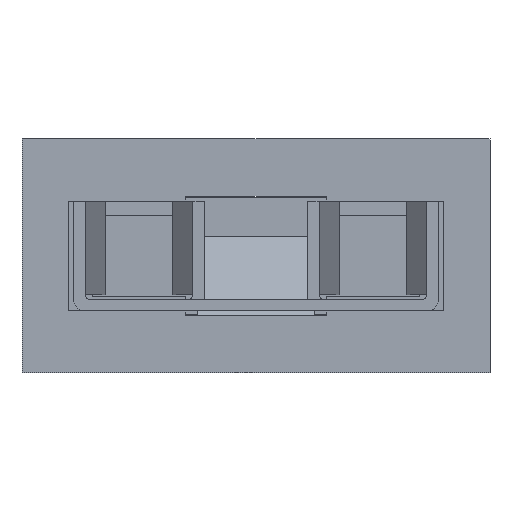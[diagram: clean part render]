
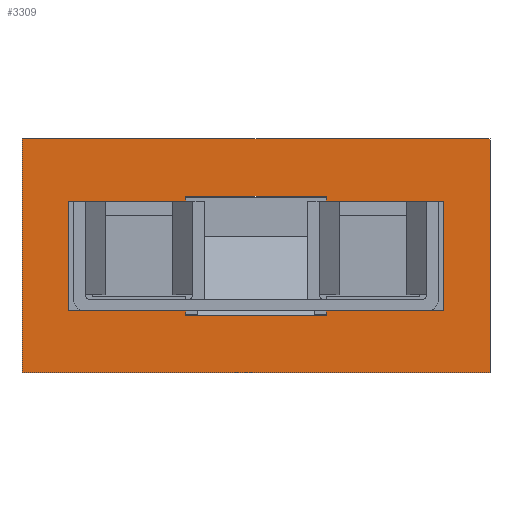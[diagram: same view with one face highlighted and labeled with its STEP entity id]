
A CAD part, front view. The second image highlights one B-rep face of the part: STEP entity #3309.
In plain terms, the highlighted planar face has unit normal (0, -1, 0).
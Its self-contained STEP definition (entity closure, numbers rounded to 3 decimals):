
#73=FACE_BOUND('',#286,.T.);
#122=FACE_OUTER_BOUND('',#285,.T.);
#285=EDGE_LOOP('',(#2229,#2230,#2231,#2232));
#286=EDGE_LOOP('',(#2233,#2234,#2235,#2236,#2237,#2238,#2239,#2240,#2241,
#2242,#2243,#2244));
#538=LINE('',#4788,#968);
#541=LINE('',#4795,#971);
#548=LINE('',#4809,#978);
#552=LINE('',#4819,#982);
#553=LINE('',#4821,#983);
#554=LINE('',#4823,#984);
#555=LINE('',#4824,#985);
#556=LINE('',#4826,#986);
#557=LINE('',#4827,#987);
#558=LINE('',#4829,#988);
#559=LINE('',#4831,#989);
#560=LINE('',#4832,#990);
#561=LINE('',#4834,#991);
#562=LINE('',#4836,#992);
#563=LINE('',#4838,#993);
#564=LINE('',#4839,#994);
#968=VECTOR('',#3910,10.);
#971=VECTOR('',#3915,10.);
#978=VECTOR('',#3924,10.);
#982=VECTOR('',#3932,10.);
#983=VECTOR('',#3933,10.);
#984=VECTOR('',#3934,10.);
#985=VECTOR('',#3935,10.);
#986=VECTOR('',#3936,10.);
#987=VECTOR('',#3937,10.);
#988=VECTOR('',#3938,10.);
#989=VECTOR('',#3939,10.);
#990=VECTOR('',#3940,10.);
#991=VECTOR('',#3941,10.);
#992=VECTOR('',#3942,10.);
#993=VECTOR('',#3943,10.);
#994=VECTOR('',#3944,10.);
#1356=VERTEX_POINT('',#4785);
#1357=VERTEX_POINT('',#4787);
#1359=VERTEX_POINT('',#4793);
#1360=VERTEX_POINT('',#4794);
#1363=VERTEX_POINT('',#4802);
#1366=VERTEX_POINT('',#4807);
#1369=VERTEX_POINT('',#4817);
#1370=VERTEX_POINT('',#4818);
#1371=VERTEX_POINT('',#4820);
#1372=VERTEX_POINT('',#4822);
#1373=VERTEX_POINT('',#4825);
#1374=VERTEX_POINT('',#4828);
#1375=VERTEX_POINT('',#4830);
#1376=VERTEX_POINT('',#4833);
#1377=VERTEX_POINT('',#4835);
#1378=VERTEX_POINT('',#4837);
#1698=EDGE_CURVE('',#1357,#1356,#538,.T.);
#1701=EDGE_CURVE('',#1359,#1360,#541,.T.);
#1708=EDGE_CURVE('',#1363,#1366,#548,.T.);
#1712=EDGE_CURVE('',#1369,#1370,#552,.T.);
#1713=EDGE_CURVE('',#1371,#1369,#553,.T.);
#1714=EDGE_CURVE('',#1372,#1371,#554,.T.);
#1715=EDGE_CURVE('',#1370,#1372,#555,.T.);
#1716=EDGE_CURVE('',#1373,#1357,#556,.T.);
#1717=EDGE_CURVE('',#1356,#1363,#557,.T.);
#1718=EDGE_CURVE('',#1366,#1374,#558,.T.);
#1719=EDGE_CURVE('',#1374,#1375,#559,.T.);
#1720=EDGE_CURVE('',#1375,#1359,#560,.T.);
#1721=EDGE_CURVE('',#1360,#1376,#561,.T.);
#1722=EDGE_CURVE('',#1376,#1377,#562,.T.);
#1723=EDGE_CURVE('',#1377,#1378,#563,.T.);
#1724=EDGE_CURVE('',#1378,#1373,#564,.T.);
#2229=ORIENTED_EDGE('',*,*,#1712,.F.);
#2230=ORIENTED_EDGE('',*,*,#1713,.F.);
#2231=ORIENTED_EDGE('',*,*,#1714,.F.);
#2232=ORIENTED_EDGE('',*,*,#1715,.F.);
#2233=ORIENTED_EDGE('',*,*,#1716,.T.);
#2234=ORIENTED_EDGE('',*,*,#1698,.T.);
#2235=ORIENTED_EDGE('',*,*,#1717,.T.);
#2236=ORIENTED_EDGE('',*,*,#1708,.T.);
#2237=ORIENTED_EDGE('',*,*,#1718,.T.);
#2238=ORIENTED_EDGE('',*,*,#1719,.T.);
#2239=ORIENTED_EDGE('',*,*,#1720,.T.);
#2240=ORIENTED_EDGE('',*,*,#1701,.T.);
#2241=ORIENTED_EDGE('',*,*,#1721,.T.);
#2242=ORIENTED_EDGE('',*,*,#1722,.T.);
#2243=ORIENTED_EDGE('',*,*,#1723,.T.);
#2244=ORIENTED_EDGE('',*,*,#1724,.T.);
#2997=PLANE('',#3535);
#3309=ADVANCED_FACE('',(#122,#73),#2997,.F.);
#3535=AXIS2_PLACEMENT_3D('',#4816,#3930,#3931);
#3910=DIRECTION('',(-1.,0.,0.));
#3915=DIRECTION('',(1.,0.,0.));
#3924=DIRECTION('',(-1.,0.,0.));
#3930=DIRECTION('center_axis',(0.,1.,0.));
#3931=DIRECTION('ref_axis',(0.,0.,1.));
#3932=DIRECTION('',(0.,0.,1.));
#3933=DIRECTION('',(-1.,0.,0.));
#3934=DIRECTION('',(0.,0.,-1.));
#3935=DIRECTION('',(1.,0.,0.));
#3936=DIRECTION('',(0.,0.,-1.));
#3937=DIRECTION('',(0.,0.,1.));
#3938=DIRECTION('',(0.,0.,1.));
#3939=DIRECTION('',(1.,0.,0.));
#3940=DIRECTION('',(0.,0.,1.));
#3941=DIRECTION('',(0.,0.,-1.));
#3942=DIRECTION('',(1.,0.,0.));
#3943=DIRECTION('',(0.,0.,-1.));
#3944=DIRECTION('',(-1.,0.,0.));
#4785=CARTESIAN_POINT('',(-0.762,0.,-0.648));
#4787=CARTESIAN_POINT('',(0.762,0.,-0.648));
#4788=CARTESIAN_POINT('',(0.381,0.,-0.648));
#4793=CARTESIAN_POINT('',(-0.762,0.,0.648));
#4794=CARTESIAN_POINT('',(0.762,0.,0.648));
#4795=CARTESIAN_POINT('',(-0.381,0.,0.648));
#4802=CARTESIAN_POINT('',(-0.762,0.,-0.597));
#4807=CARTESIAN_POINT('',(-2.032,0.,-0.597));
#4809=CARTESIAN_POINT('',(-1.016,0.,-0.597));
#4816=CARTESIAN_POINT('Origin',(0.,0.,0.));
#4817=CARTESIAN_POINT('',(-2.54,0.,-1.27));
#4818=CARTESIAN_POINT('',(-2.54,0.,1.27));
#4819=CARTESIAN_POINT('',(-2.54,0.,-1.27));
#4820=CARTESIAN_POINT('',(2.54,0.,-1.27));
#4821=CARTESIAN_POINT('',(2.54,0.,-1.27));
#4822=CARTESIAN_POINT('',(2.54,0.,1.27));
#4823=CARTESIAN_POINT('',(2.54,0.,1.27));
#4824=CARTESIAN_POINT('',(-2.54,0.,1.27));
#4825=CARTESIAN_POINT('',(0.762,0.,-0.597));
#4826=CARTESIAN_POINT('',(0.762,0.,0.324));
#4827=CARTESIAN_POINT('',(-0.762,0.,-0.324));
#4828=CARTESIAN_POINT('',(-2.032,0.,0.597));
#4829=CARTESIAN_POINT('',(-2.032,0.,0.298));
#4830=CARTESIAN_POINT('',(-0.762,0.,0.597));
#4831=CARTESIAN_POINT('',(1.016,0.,0.597));
#4832=CARTESIAN_POINT('',(-0.762,0.,-0.324));
#4833=CARTESIAN_POINT('',(0.762,0.,0.597));
#4834=CARTESIAN_POINT('',(0.762,0.,0.324));
#4835=CARTESIAN_POINT('',(2.032,0.,0.597));
#4836=CARTESIAN_POINT('',(1.016,0.,0.597));
#4837=CARTESIAN_POINT('',(2.032,0.,-0.597));
#4838=CARTESIAN_POINT('',(2.032,0.,-0.298));
#4839=CARTESIAN_POINT('',(-1.016,0.,-0.597));
